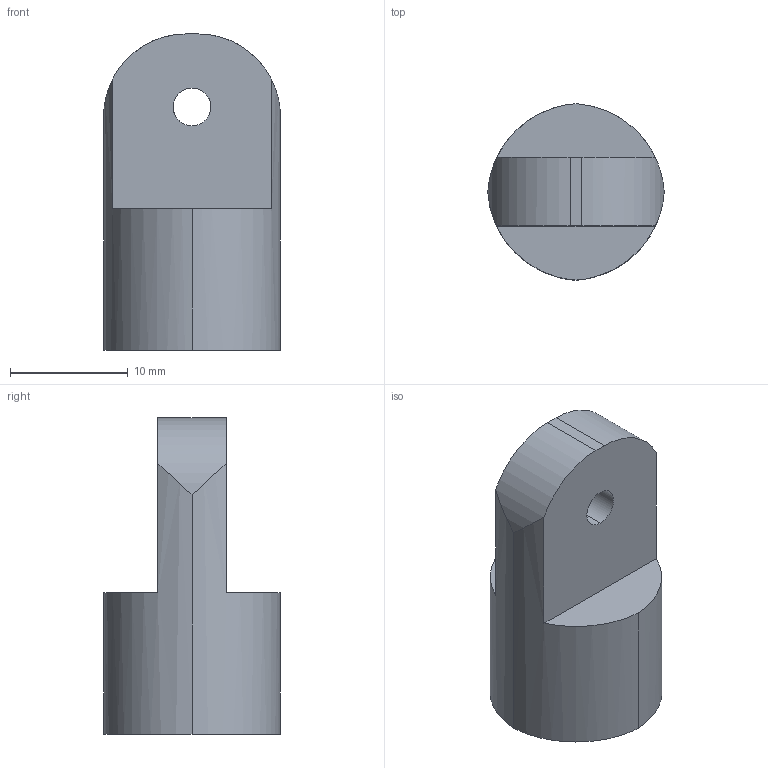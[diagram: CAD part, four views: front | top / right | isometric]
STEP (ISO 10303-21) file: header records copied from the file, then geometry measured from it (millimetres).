
FILE_DESCRIPTION (( 'STEP AP203' ), '1' );
FILE_NAME ('Fork B.iges_Predeterminado_sldprt.STEP', '2025-03-05T21:44:12', ( '' ), ( '' ), 'SwSTEP 2.0', 'SolidWorks 2025', '' );
FILE_SCHEMA (( 'CONFIG_CONTROL_DESIGN' ));
Length unit declared in the file: millimetre
Products named in the file (1): Fork B.iges_Predeterminado_sldprt
Bounding box: 14.97 x 14.97 x 26.84 mm (x, y, z)
Volume: 2896.9 mm3; surface area: 1611.4 mm2
Topology: 1 solids, 1 shells, 17 faces, 44 edges, 30 vertices
Faces by surface type: cylinder 10, plane 7
Entity records: 869 total; most frequent: CARTESIAN_POINT 454, ORIENTED_EDGE 88, EDGE_CURVE 44, B_SPLINE_CURVE_WITH_KNOTS 44, DIRECTION 36, VERTEX_POINT 30, EDGE_LOOP 20, AXIS2_PLACEMENT_3D 18
